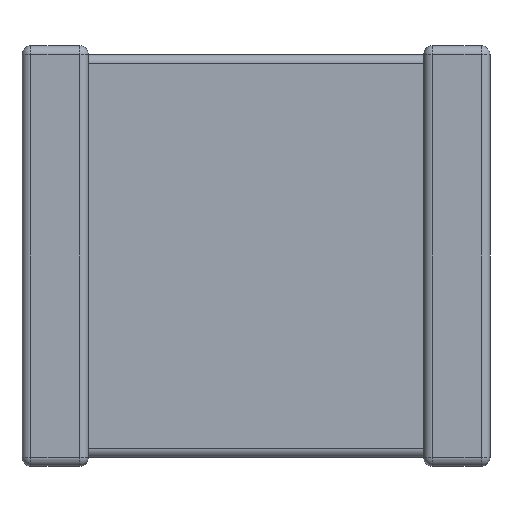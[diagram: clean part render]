
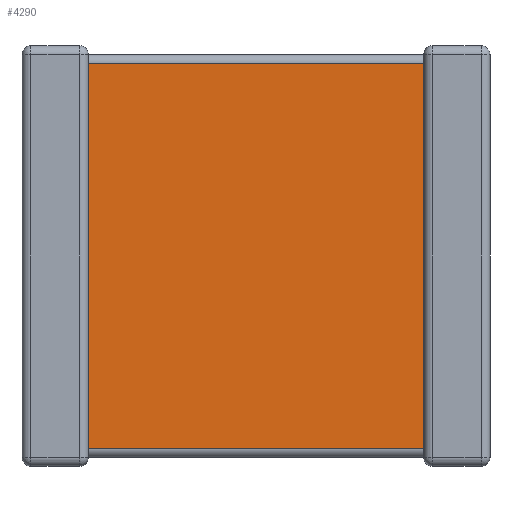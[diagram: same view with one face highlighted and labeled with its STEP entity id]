
A CAD part, front view. The second image highlights one B-rep face of the part: STEP entity #4290.
In plain terms, the highlighted planar face has unit normal (0, -1, 0).
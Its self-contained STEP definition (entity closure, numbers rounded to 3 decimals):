
#63 = LINE ( 'NONE', #1126, #1147 ) ;
#115 = DIRECTION ( 'NONE',  ( 0., 0., 1. ) ) ;
#276 = CARTESIAN_POINT ( 'NONE',  ( 10.13, 0.22, -10.159 ) ) ;
#323 = EDGE_CURVE ( 'NONE', #2807, #1534, #2171, .T. ) ;
#828 = VERTEX_POINT ( 'NONE', #4214 ) ;
#1074 = LINE ( 'NONE', #2531, #3997 ) ;
#1126 = CARTESIAN_POINT ( 'NONE',  ( 1.67, 0.22, -0.441 ) ) ;
#1147 = VECTOR ( 'NONE', #2181, 1000. ) ;
#1406 = DIRECTION ( 'NONE',  ( 0., 0., 1. ) ) ;
#1420 = ORIENTED_EDGE ( 'NONE', *, *, #323, .T. ) ;
#1534 = VERTEX_POINT ( 'NONE', #276 ) ;
#1546 = AXIS2_PLACEMENT_3D ( 'NONE', #2552, #3201, #3592 ) ;
#1794 = CARTESIAN_POINT ( 'NONE',  ( 10.13, 0.22, -10.159 ) ) ;
#1937 = ORIENTED_EDGE ( 'NONE', *, *, #4252, .T. ) ;
#2002 = VECTOR ( 'NONE', #115, 1000. ) ;
#2171 = LINE ( 'NONE', #1794, #2719 ) ;
#2181 = DIRECTION ( 'NONE',  ( -1., 0., 0. ) ) ;
#2290 = CARTESIAN_POINT ( 'NONE',  ( 1.67, 0.22, -10.6 ) ) ;
#2531 = CARTESIAN_POINT ( 'NONE',  ( 10.13, 0.22, -10.6 ) ) ;
#2552 = CARTESIAN_POINT ( 'NONE',  ( 1.67, 0.22, -10.6 ) ) ;
#2649 = CARTESIAN_POINT ( 'NONE',  ( 1.67, 0.22, -10.159 ) ) ;
#2714 = EDGE_CURVE ( 'NONE', #4360, #828, #63, .T. ) ;
#2719 = VECTOR ( 'NONE', #4292, 1000. ) ;
#2807 = VERTEX_POINT ( 'NONE', #2649 ) ;
#2883 = FACE_OUTER_BOUND ( 'NONE', #3073, .T. ) ;
#3004 = CARTESIAN_POINT ( 'NONE',  ( 10.13, 0.22, -0.441 ) ) ;
#3073 = EDGE_LOOP ( 'NONE', ( #3609, #1420, #1937, #3455 ) ) ;
#3201 = DIRECTION ( 'NONE',  ( 0., -1., 0. ) ) ;
#3455 = ORIENTED_EDGE ( 'NONE', *, *, #2714, .T. ) ;
#3592 = DIRECTION ( 'NONE',  ( 0., 0., -1. ) ) ;
#3609 = ORIENTED_EDGE ( 'NONE', *, *, #4410, .F. ) ;
#3881 = PLANE ( 'NONE',  #1546 ) ;
#3997 = VECTOR ( 'NONE', #1406, 1000. ) ;
#4038 = LINE ( 'NONE', #2290, #2002 ) ;
#4214 = CARTESIAN_POINT ( 'NONE',  ( 1.67, 0.22, -0.441 ) ) ;
#4252 = EDGE_CURVE ( 'NONE', #1534, #4360, #1074, .T. ) ;
#4290 = ADVANCED_FACE ( 'NONE', ( #2883 ), #3881, .T. ) ;
#4292 = DIRECTION ( 'NONE',  ( 1., 0., 0. ) ) ;
#4360 = VERTEX_POINT ( 'NONE', #3004 ) ;
#4410 = EDGE_CURVE ( 'NONE', #2807, #828, #4038, .T. ) ;
